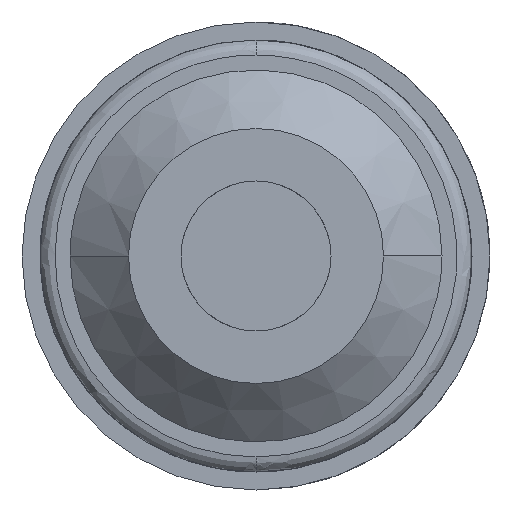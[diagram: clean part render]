
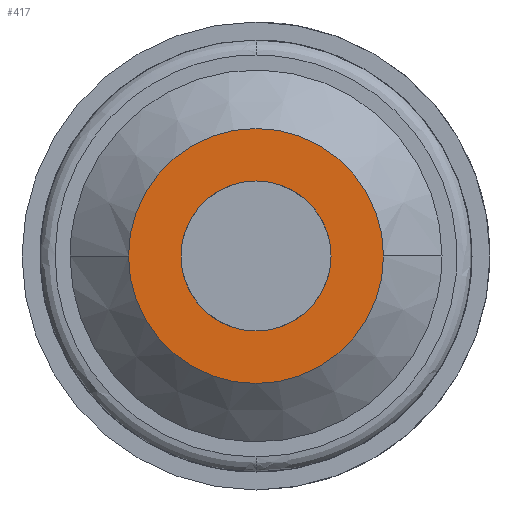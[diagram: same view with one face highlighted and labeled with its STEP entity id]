
A CAD part, left-side view. The second image highlights one B-rep face of the part: STEP entity #417.
In plain terms, the highlighted planar face has unit normal (-1, 0, 0).
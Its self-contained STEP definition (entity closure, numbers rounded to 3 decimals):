
#260=AXIS2_PLACEMENT_3D('Circle Axis2P3D',#258,#259,$) ;
#279=AXIS2_PLACEMENT_3D('Circle Axis2P3D',#277,#278,$) ;
#357=AXIS2_PLACEMENT_3D('Plane Axis2P3D',#354,#355,#356) ;
#255=CARTESIAN_POINT('Vertex',(-100.013,-5.398,0.)) ;
#258=CARTESIAN_POINT('Axis2P3D Location',(-100.013,0.,0.)) ;
#262=CARTESIAN_POINT('Vertex',(-100.013,5.398,0.)) ;
#277=CARTESIAN_POINT('Axis2P3D Location',(-100.013,0.,0.)) ;
#354=CARTESIAN_POINT('Axis2P3D Location',(-100.013,-3.175,0.)) ;
#364=CARTESIAN_POINT('Control Point',(-100.013,0.,3.175)) ;
#365=CARTESIAN_POINT('Control Point',(-100.013,0.349,3.175)) ;
#366=CARTESIAN_POINT('Control Point',(-100.013,0.698,3.127)) ;
#367=CARTESIAN_POINT('Control Point',(-100.013,1.039,3.031)) ;
#368=CARTESIAN_POINT('Control Point',(-100.013,1.684,2.748)) ;
#369=CARTESIAN_POINT('Control Point',(-100.013,2.229,2.301)) ;
#370=CARTESIAN_POINT('Control Point',(-100.013,2.47,2.041)) ;
#371=CARTESIAN_POINT('Control Point',(-100.013,2.872,1.463)) ;
#372=CARTESIAN_POINT('Control Point',(-100.013,3.103,0.797)) ;
#373=CARTESIAN_POINT('Control Point',(-100.013,3.172,0.45)) ;
#374=CARTESIAN_POINT('Control Point',(-100.013,3.213,-0.254)) ;
#375=CARTESIAN_POINT('Control Point',(-100.013,3.062,-0.942)) ;
#376=CARTESIAN_POINT('Control Point',(-100.013,2.94,-1.274)) ;
#377=CARTESIAN_POINT('Control Point',(-100.013,2.607,-1.895)) ;
#378=CARTESIAN_POINT('Control Point',(-100.013,2.118,-2.404)) ;
#379=CARTESIAN_POINT('Control Point',(-100.013,1.841,-2.623)) ;
#380=CARTESIAN_POINT('Control Point',(-100.013,1.319,-2.927)) ;
#381=CARTESIAN_POINT('Control Point',(-100.013,0.744,-3.102)) ;
#382=CARTESIAN_POINT('Control Point',(-100.013,0.498,-3.151)) ;
#383=CARTESIAN_POINT('Control Point',(-100.013,0.249,-3.175)) ;
#384=CARTESIAN_POINT('Control Point',(-100.013,0.,-3.175)) ;
#385=CARTESIAN_POINT('Vertex',(-100.013,0.,3.175)) ;
#387=CARTESIAN_POINT('Vertex',(-100.013,0.,-3.175)) ;
#391=CARTESIAN_POINT('Control Point',(-100.013,0.,-3.175)) ;
#392=CARTESIAN_POINT('Control Point',(-100.013,-0.349,-3.175)) ;
#393=CARTESIAN_POINT('Control Point',(-100.013,-0.698,-3.127)) ;
#394=CARTESIAN_POINT('Control Point',(-100.013,-1.039,-3.031)) ;
#395=CARTESIAN_POINT('Control Point',(-100.013,-1.684,-2.748)) ;
#396=CARTESIAN_POINT('Control Point',(-100.013,-2.229,-2.301)) ;
#397=CARTESIAN_POINT('Control Point',(-100.013,-2.47,-2.041)) ;
#398=CARTESIAN_POINT('Control Point',(-100.013,-2.872,-1.463)) ;
#399=CARTESIAN_POINT('Control Point',(-100.013,-3.103,-0.797)) ;
#400=CARTESIAN_POINT('Control Point',(-100.013,-3.172,-0.45)) ;
#401=CARTESIAN_POINT('Control Point',(-100.013,-3.213,0.254)) ;
#402=CARTESIAN_POINT('Control Point',(-100.013,-3.062,0.942)) ;
#403=CARTESIAN_POINT('Control Point',(-100.013,-2.94,1.274)) ;
#404=CARTESIAN_POINT('Control Point',(-100.013,-2.607,1.895)) ;
#405=CARTESIAN_POINT('Control Point',(-100.013,-2.118,2.404)) ;
#406=CARTESIAN_POINT('Control Point',(-100.013,-1.841,2.623)) ;
#407=CARTESIAN_POINT('Control Point',(-100.013,-1.319,2.927)) ;
#408=CARTESIAN_POINT('Control Point',(-100.013,-0.744,3.102)) ;
#409=CARTESIAN_POINT('Control Point',(-100.013,-0.498,3.151)) ;
#410=CARTESIAN_POINT('Control Point',(-100.013,-0.249,3.175)) ;
#411=CARTESIAN_POINT('Control Point',(-100.013,0.,3.175)) ;
#259=DIRECTION('Axis2P3D Direction',(1.,0.,0.)) ;
#278=DIRECTION('Axis2P3D Direction',(1.,0.,0.)) ;
#355=DIRECTION('Axis2P3D Direction',(1.,-0.,0.)) ;
#356=DIRECTION('Axis2P3D XDirection',(0.,0.,-1.)) ;
#360=ORIENTED_EDGE('',*,*,#281,.F.) ;
#361=ORIENTED_EDGE('',*,*,#264,.F.) ;
#414=ORIENTED_EDGE('',*,*,#389,.F.) ;
#415=ORIENTED_EDGE('',*,*,#412,.F.) ;
#416=FACE_BOUND('',#413,.T.) ;
#417=ADVANCED_FACE('Revolve1',(#362,#416),#358,.F.) ;
#363=B_SPLINE_CURVE_WITH_KNOTS('',5,(#364,#365,#366,#367,#368,#369,#370,#371,#372,#373,#374,#375,#376,#377,#378,#379,#380,#381,#382,#383,#384),.UNSPECIFIED.,.F.,.U.,(6,3,3,3,3,3,6),(0.,2.469,4.938,7.407,9.876,12.345,14.106),.UNSPECIFIED.) ;
#390=B_SPLINE_CURVE_WITH_KNOTS('',5,(#391,#392,#393,#394,#395,#396,#397,#398,#399,#400,#401,#402,#403,#404,#405,#406,#407,#408,#409,#410,#411),.UNSPECIFIED.,.F.,.U.,(6,3,3,3,3,3,6),(0.,2.469,4.938,7.407,9.876,12.345,14.106),.UNSPECIFIED.) ;
#261=CIRCLE('generated circle',#260,5.398) ;
#280=CIRCLE('generated circle',#279,5.398) ;
#264=EDGE_CURVE('',#256,#263,#261,.T.) ;
#281=EDGE_CURVE('',#263,#256,#280,.T.) ;
#389=EDGE_CURVE('',#386,#388,#363,.T.) ;
#412=EDGE_CURVE('',#388,#386,#390,.T.) ;
#359=EDGE_LOOP('',(#360,#361)) ;
#413=EDGE_LOOP('',(#414,#415)) ;
#362=FACE_OUTER_BOUND('',#359,.T.) ;
#358=PLANE('',#357) ;
#256=VERTEX_POINT('',#255) ;
#263=VERTEX_POINT('',#262) ;
#386=VERTEX_POINT('',#385) ;
#388=VERTEX_POINT('',#387) ;
